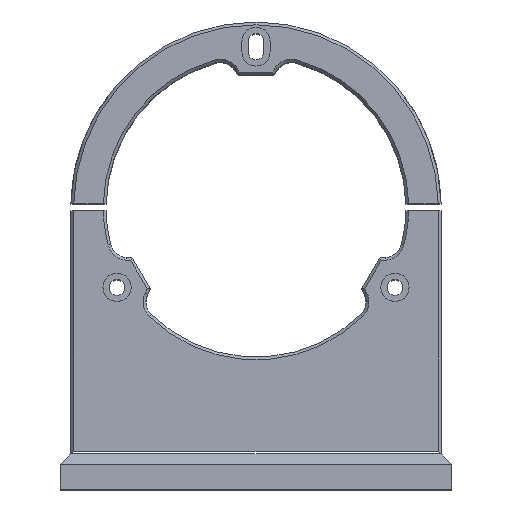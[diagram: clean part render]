
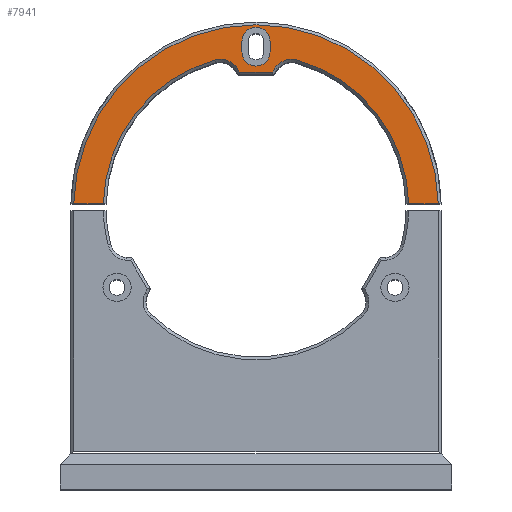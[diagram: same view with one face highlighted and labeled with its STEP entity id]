
A CAD part, top view. The second image highlights one B-rep face of the part: STEP entity #7941.
In plain terms, the highlighted planar face has unit normal (0, 0, 1).
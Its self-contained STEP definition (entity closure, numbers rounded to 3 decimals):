
#181 = CARTESIAN_POINT ( 'NONE',  ( -66.927, 7.473, 115. ) ) ;
#305 = VERTEX_POINT ( 'NONE', #1427 ) ;
#575 = VERTEX_POINT ( 'NONE', #7772 ) ;
#607 = DIRECTION ( 'NONE',  ( 1., 0., 0. ) ) ;
#1036 = EDGE_CURVE ( 'NONE', #7659, #575, #12342, .T. ) ;
#1302 = CARTESIAN_POINT ( 'NONE',  ( -10.128, 42.58, 115. ) ) ;
#1314 = CIRCLE ( 'NONE', #10799, 43.3 ) ;
#1384 = DIRECTION ( 'NONE',  ( 1., 0., 0. ) ) ;
#1403 = ORIENTED_EDGE ( 'NONE', *, *, #1036, .F. ) ;
#1427 = CARTESIAN_POINT ( 'NONE',  ( -4.584, 44.773, 115. ) ) ;
#1470 = DIRECTION ( 'NONE',  ( 0., 0., 1. ) ) ;
#1498 = CIRCLE ( 'NONE', #2535, 5.8 ) ;
#1741 = DIRECTION ( 'NONE',  ( 0., 0., -1. ) ) ;
#1797 = AXIS2_PLACEMENT_3D ( 'NONE', #15000, #7824, #607 ) ;
#1878 = DIRECTION ( 'NONE',  ( 0., -1., 0. ) ) ;
#1970 = EDGE_LOOP ( 'NONE', ( #9239, #8156, #12933, #5094, #11111, #3925, #7771, #5637, #4740, #6659 ) ) ;
#2065 = LINE ( 'NONE', #10721, #4865 ) ;
#2123 = CARTESIAN_POINT ( 'NONE',  ( 43.288, 7.473, 115. ) ) ;
#2530 = DIRECTION ( 'NONE',  ( 1., 0., 0. ) ) ;
#2535 = AXIS2_PLACEMENT_3D ( 'NONE', #8939, #1741, #10138 ) ;
#2570 = CARTESIAN_POINT ( 'NONE',  ( -51.69, 7.473, 115. ) ) ;
#2863 = CARTESIAN_POINT ( 'NONE',  ( 0., 6.473, 115. ) ) ;
#2970 = VERTEX_POINT ( 'NONE', #6508 ) ;
#3054 = AXIS2_PLACEMENT_3D ( 'NONE', #3675, #12094, #4894 ) ;
#3197 = ORIENTED_EDGE ( 'NONE', *, *, #14849, .F. ) ;
#3234 = VERTEX_POINT ( 'NONE', #7259 ) ;
#3376 = CARTESIAN_POINT ( 'NONE',  ( 5.377, 45.906, 115. ) ) ;
#3502 = DIRECTION ( 'NONE',  ( 0., 1., 0. ) ) ;
#3521 = CARTESIAN_POINT ( 'NONE',  ( 4., 53.473, 115. ) ) ;
#3542 = EDGE_CURVE ( 'NONE', #14017, #305, #10809, .T. ) ;
#3642 = CARTESIAN_POINT ( 'NONE',  ( 14.92, 16.92, 115. ) ) ;
#3675 = CARTESIAN_POINT ( 'NONE',  ( 0., 6.473, 115. ) ) ;
#3925 = ORIENTED_EDGE ( 'NONE', *, *, #3542, .T. ) ;
#3929 = CARTESIAN_POINT ( 'NONE',  ( 0., 50.473, 115. ) ) ;
#3972 = CARTESIAN_POINT ( 'NONE',  ( -66.927, 7.473, 115. ) ) ;
#3998 = PLANE ( 'NONE',  #5700 ) ;
#4021 = DIRECTION ( 'NONE',  ( 1., 0., 0. ) ) ;
#4043 = DIRECTION ( 'NONE',  ( 0., 0., -1. ) ) ;
#4046 = DIRECTION ( 'NONE',  ( 1., 0., 0. ) ) ;
#4355 = VECTOR ( 'NONE', #1878, 1000. ) ;
#4530 = CIRCLE ( 'NONE', #6379, 4. ) ;
#4538 = LINE ( 'NONE', #3972, #10178 ) ;
#4714 = VERTEX_POINT ( 'NONE', #2570 ) ;
#4740 = ORIENTED_EDGE ( 'NONE', *, *, #9868, .T. ) ;
#4745 = ORIENTED_EDGE ( 'NONE', *, *, #8182, .F. ) ;
#4865 = VECTOR ( 'NONE', #3502, 1000. ) ;
#4894 = DIRECTION ( 'NONE',  ( 1., 0., 0. ) ) ;
#4907 = CIRCLE ( 'NONE', #3054, 51.7 ) ;
#5094 = ORIENTED_EDGE ( 'NONE', *, *, #15266, .T. ) ;
#5173 = DIRECTION ( 'NONE',  ( 1., 0., 0. ) ) ;
#5193 = CARTESIAN_POINT ( 'NONE',  ( -4., 53.473, 115. ) ) ;
#5204 = DIRECTION ( 'NONE',  ( 1., 0., 0. ) ) ;
#5637 = ORIENTED_EDGE ( 'NONE', *, *, #12943, .T. ) ;
#5638 = VERTEX_POINT ( 'NONE', #3521 ) ;
#5700 = AXIS2_PLACEMENT_3D ( 'NONE', #2863, #11264, #4046 ) ;
#6333 = CARTESIAN_POINT ( 'NONE',  ( -14.92, 16.92, 115. ) ) ;
#6379 = AXIS2_PLACEMENT_3D ( 'NONE', #8671, #1470, #9882 ) ;
#6396 = VERTEX_POINT ( 'NONE', #2123 ) ;
#6419 = FACE_BOUND ( 'NONE', #7454, .T. ) ;
#6508 = CARTESIAN_POINT ( 'NONE',  ( 51.69, 7.473, 115. ) ) ;
#6659 = ORIENTED_EDGE ( 'NONE', *, *, #7271, .T. ) ;
#6914 = LINE ( 'NONE', #6333, #7287 ) ;
#7034 = EDGE_CURVE ( 'NONE', #4714, #10513, #8180, .T. ) ;
#7247 = DIRECTION ( 'NONE',  ( 0.574, -0.819, 0. ) ) ;
#7259 = CARTESIAN_POINT ( 'NONE',  ( 11.695, 48.164, 115. ) ) ;
#7268 = CARTESIAN_POINT ( 'NONE',  ( -4., 50.473, 115. ) ) ;
#7271 = EDGE_CURVE ( 'NONE', #3234, #6396, #13797, .T. ) ;
#7287 = VECTOR ( 'NONE', #11179, 1000. ) ;
#7454 = EDGE_LOOP ( 'NONE', ( #1403, #3197, #14619, #4745 ) ) ;
#7659 = VERTEX_POINT ( 'NONE', #7268 ) ;
#7771 = ORIENTED_EDGE ( 'NONE', *, *, #14431, .T. ) ;
#7772 = CARTESIAN_POINT ( 'NONE',  ( 4., 50.473, 115. ) ) ;
#7824 = DIRECTION ( 'NONE',  ( 0., 0., -1. ) ) ;
#7941 = ADVANCED_FACE ( 'NONE', ( #6419, #12786 ), #3998, .T. ) ;
#7962 = CARTESIAN_POINT ( 'NONE',  ( 4.584, 44.773, 115. ) ) ;
#8156 = ORIENTED_EDGE ( 'NONE', *, *, #15175, .T. ) ;
#8180 = LINE ( 'NONE', #181, #14188 ) ;
#8182 = EDGE_CURVE ( 'NONE', #575, #5638, #2065, .T. ) ;
#8230 = AXIS2_PLACEMENT_3D ( 'NONE', #1302, #9703, #2530 ) ;
#8274 = EDGE_CURVE ( 'NONE', #14476, #14017, #14638, .T. ) ;
#8660 = LINE ( 'NONE', #10029, #11489 ) ;
#8671 = CARTESIAN_POINT ( 'NONE',  ( 0., 53.473, 115. ) ) ;
#8926 = CARTESIAN_POINT ( 'NONE',  ( -11.695, 48.164, 115. ) ) ;
#8939 = CARTESIAN_POINT ( 'NONE',  ( 10.128, 42.58, 115. ) ) ;
#9239 = ORIENTED_EDGE ( 'NONE', *, *, #9336, .T. ) ;
#9336 = EDGE_CURVE ( 'NONE', #6396, #2970, #4538, .T. ) ;
#9703 = DIRECTION ( 'NONE',  ( 0., 0., -1. ) ) ;
#9868 = EDGE_CURVE ( 'NONE', #15035, #3234, #1498, .T. ) ;
#9882 = DIRECTION ( 'NONE',  ( -1., 0., 0. ) ) ;
#10029 = CARTESIAN_POINT ( 'NONE',  ( 0., 44.773, 115. ) ) ;
#10084 = CARTESIAN_POINT ( 'NONE',  ( -5.377, 45.906, 115. ) ) ;
#10138 = DIRECTION ( 'NONE',  ( 1., 0., 0. ) ) ;
#10178 = VECTOR ( 'NONE', #5204, 1000. ) ;
#10513 = VERTEX_POINT ( 'NONE', #14206 ) ;
#10721 = CARTESIAN_POINT ( 'NONE',  ( 4., 53.473, 115. ) ) ;
#10741 = VERTEX_POINT ( 'NONE', #5193 ) ;
#10761 = LINE ( 'NONE', #15478, #4355 ) ;
#10799 = AXIS2_PLACEMENT_3D ( 'NONE', #11261, #4043, #12456 ) ;
#10809 = LINE ( 'NONE', #3642, #15137 ) ;
#11111 = ORIENTED_EDGE ( 'NONE', *, *, #8274, .T. ) ;
#11179 = DIRECTION ( 'NONE',  ( 0.574, 0.819, 0. ) ) ;
#11261 = CARTESIAN_POINT ( 'NONE',  ( 0., 6.473, 115. ) ) ;
#11264 = DIRECTION ( 'NONE',  ( 0., 0., 1. ) ) ;
#11489 = VECTOR ( 'NONE', #4021, 1000. ) ;
#12092 = EDGE_CURVE ( 'NONE', #5638, #10741, #4530, .T. ) ;
#12094 = DIRECTION ( 'NONE',  ( 0., 0., 1. ) ) ;
#12342 = CIRCLE ( 'NONE', #12624, 4. ) ;
#12349 = DIRECTION ( 'NONE',  ( 0., 0., 1. ) ) ;
#12456 = DIRECTION ( 'NONE',  ( 1., 0., 0. ) ) ;
#12624 = AXIS2_PLACEMENT_3D ( 'NONE', #3929, #12349, #5173 ) ;
#12786 = FACE_OUTER_BOUND ( 'NONE', #1970, .T. ) ;
#12933 = ORIENTED_EDGE ( 'NONE', *, *, #7034, .T. ) ;
#12943 = EDGE_CURVE ( 'NONE', #14928, #15035, #6914, .T. ) ;
#13797 = CIRCLE ( 'NONE', #1797, 43.3 ) ;
#14017 = VERTEX_POINT ( 'NONE', #10084 ) ;
#14188 = VECTOR ( 'NONE', #1384, 1000. ) ;
#14206 = CARTESIAN_POINT ( 'NONE',  ( -43.288, 7.473, 115. ) ) ;
#14431 = EDGE_CURVE ( 'NONE', #305, #14928, #8660, .T. ) ;
#14476 = VERTEX_POINT ( 'NONE', #8926 ) ;
#14619 = ORIENTED_EDGE ( 'NONE', *, *, #12092, .F. ) ;
#14638 = CIRCLE ( 'NONE', #8230, 5.8 ) ;
#14849 = EDGE_CURVE ( 'NONE', #10741, #7659, #10761, .T. ) ;
#14928 = VERTEX_POINT ( 'NONE', #7962 ) ;
#15000 = CARTESIAN_POINT ( 'NONE',  ( 0., 6.473, 115. ) ) ;
#15035 = VERTEX_POINT ( 'NONE', #3376 ) ;
#15137 = VECTOR ( 'NONE', #7247, 1000. ) ;
#15175 = EDGE_CURVE ( 'NONE', #2970, #4714, #4907, .T. ) ;
#15266 = EDGE_CURVE ( 'NONE', #10513, #14476, #1314, .T. ) ;
#15478 = CARTESIAN_POINT ( 'NONE',  ( -4., 53.473, 115. ) ) ;
